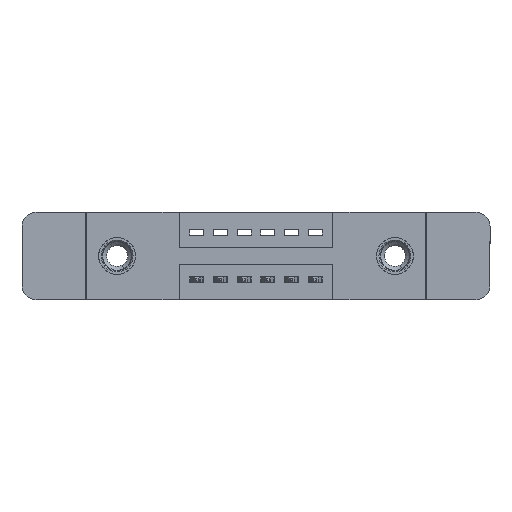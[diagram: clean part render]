
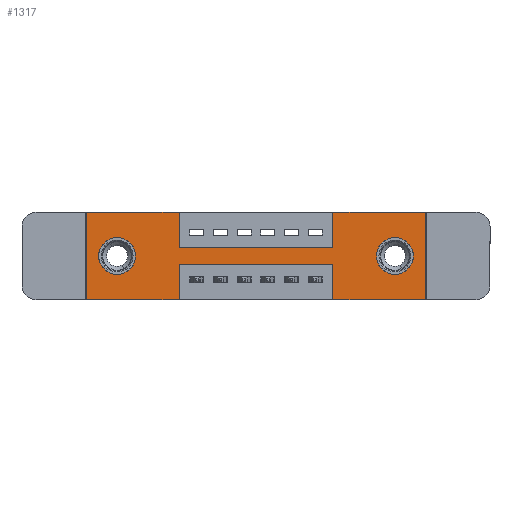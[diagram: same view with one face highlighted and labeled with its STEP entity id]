
A CAD part, front view. The second image highlights one B-rep face of the part: STEP entity #1317.
In plain terms, the highlighted planar face has unit normal (0, -1, 0).
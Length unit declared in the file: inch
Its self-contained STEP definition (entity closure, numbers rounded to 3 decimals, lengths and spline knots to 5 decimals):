
#53 = VERTEX_POINT ( 'NONE', #4860 ) ;
#76 = ORIENTED_EDGE ( 'NONE', *, *, #7873, .F. ) ;
#77 = VERTEX_POINT ( 'NONE', #5915 ) ;
#78 = CARTESIAN_POINT ( 'NONE',  ( 0., 0., 0. ) ) ;
#212 = LINE ( 'NONE', #5924, #3738 ) ;
#247 = VECTOR ( 'NONE', #9402, 39.37008 ) ;
#410 = VECTOR ( 'NONE', #10853, 39.37008 ) ;
#447 = VECTOR ( 'NONE', #11194, 39.37008 ) ;
#830 = VECTOR ( 'NONE', #8902, 39.37008 ) ;
#980 = ORIENTED_EDGE ( 'NONE', *, *, #12972, .F. ) ;
#1265 = VERTEX_POINT ( 'NONE', #11102 ) ;
#1317 = ADVANCED_FACE ( 'NONE', ( #10601, #3388, #13588 ), #3329, .T. ) ;
#1343 = LINE ( 'NONE', #10053, #830 ) ;
#1348 = DIRECTION ( 'NONE',  ( 1., 0., 0. ) ) ;
#1441 = LINE ( 'NONE', #3141, #8663 ) ;
#1618 = VECTOR ( 'NONE', #3413, 39.37008 ) ;
#1782 = VERTEX_POINT ( 'NONE', #2414 ) ;
#1992 = CIRCLE ( 'NONE', #5935, 0.078 ) ;
#2039 = EDGE_CURVE ( 'NONE', #77, #10688, #7584, .T. ) ;
#2169 = LINE ( 'NONE', #9736, #410 ) ;
#2302 = CARTESIAN_POINT ( 'NONE',  ( 1.0425, 0., -0.15 ) ) ;
#2385 = DIRECTION ( 'NONE',  ( 0., 1., 0. ) ) ;
#2414 = CARTESIAN_POINT ( 'NONE',  ( 0.13, 0., -0.263 ) ) ;
#2656 = EDGE_CURVE ( 'NONE', #5564, #53, #10674, .T. ) ;
#2737 = VERTEX_POINT ( 'NONE', #12123 ) ;
#2987 = VERTEX_POINT ( 'NONE', #13175 ) ;
#3063 = LINE ( 'NONE', #8841, #447 ) ;
#3078 = ORIENTED_EDGE ( 'NONE', *, *, #4394, .F. ) ;
#3103 = CARTESIAN_POINT ( 'NONE',  ( 0., 0., -0.37 ) ) ;
#3141 = CARTESIAN_POINT ( 'NONE',  ( 0., 0., 0. ) ) ;
#3174 = LINE ( 'NONE', #3664, #6014 ) ;
#3289 = VECTOR ( 'NONE', #13100, 39.37008 ) ;
#3329 = PLANE ( 'NONE',  #3783 ) ;
#3388 = FACE_BOUND ( 'NONE', #11882, .T. ) ;
#3413 = DIRECTION ( 'NONE',  ( 0., 0., -1. ) ) ;
#3664 = CARTESIAN_POINT ( 'NONE',  ( 1.0425, 0., 0. ) ) ;
#3738 = VECTOR ( 'NONE', #13719, 39.37008 ) ;
#3745 = ORIENTED_EDGE ( 'NONE', *, *, #11860, .T. ) ;
#3783 = AXIS2_PLACEMENT_3D ( 'NONE', #11206, #4635, #11248 ) ;
#3824 = ORIENTED_EDGE ( 'NONE', *, *, #5101, .F. ) ;
#3935 = EDGE_CURVE ( 'NONE', #11313, #7736, #2169, .T. ) ;
#4394 = EDGE_CURVE ( 'NONE', #2987, #8404, #212, .T. ) ;
#4635 = DIRECTION ( 'NONE',  ( 0., -1., 0. ) ) ;
#4683 = EDGE_CURVE ( 'NONE', #9504, #1265, #1441, .T. ) ;
#4735 = LINE ( 'NONE', #3103, #3289 ) ;
#4809 = CIRCLE ( 'NONE', #10908, 0.078 ) ;
#4860 = CARTESIAN_POINT ( 'NONE',  ( 1.435, 0., -0.37 ) ) ;
#5101 = EDGE_CURVE ( 'NONE', #53, #2987, #14276, .T. ) ;
#5158 = EDGE_CURVE ( 'NONE', #6148, #2737, #3174, .T. ) ;
#5444 = CARTESIAN_POINT ( 'NONE',  ( 0.3925, 0., -0.22 ) ) ;
#5564 = VERTEX_POINT ( 'NONE', #7626 ) ;
#5625 = CARTESIAN_POINT ( 'NONE',  ( 0.13, 0., -0.185 ) ) ;
#5710 = DIRECTION ( 'NONE',  ( 0., 0., -1. ) ) ;
#5915 = CARTESIAN_POINT ( 'NONE',  ( 1.305, 0., -0.263 ) ) ;
#5924 = CARTESIAN_POINT ( 'NONE',  ( 1.0425, 0., -0.37 ) ) ;
#5935 = AXIS2_PLACEMENT_3D ( 'NONE', #10194, #2385, #9142 ) ;
#6014 = VECTOR ( 'NONE', #8205, 39.37008 ) ;
#6125 = VERTEX_POINT ( 'NONE', #7922 ) ;
#6148 = VERTEX_POINT ( 'NONE', #2302 ) ;
#6177 = CARTESIAN_POINT ( 'NONE',  ( 0.13, 0., -0.107 ) ) ;
#6187 = DIRECTION ( 'NONE',  ( 0., 1., 0. ) ) ;
#6478 = VECTOR ( 'NONE', #5710, 39.37008 ) ;
#6782 = CARTESIAN_POINT ( 'NONE',  ( 0., 0., -0.37 ) ) ;
#6807 = CARTESIAN_POINT ( 'NONE',  ( 1.0425, 0., -0.22 ) ) ;
#6958 = EDGE_LOOP ( 'NONE', ( #11667, #10086 ) ) ;
#7075 = DIRECTION ( 'NONE',  ( 0., 0., 1. ) ) ;
#7316 = DIRECTION ( 'NONE',  ( 0., 0., -1. ) ) ;
#7349 = EDGE_CURVE ( 'NONE', #7736, #6125, #4735, .T. ) ;
#7537 = ORIENTED_EDGE ( 'NONE', *, *, #7349, .F. ) ;
#7584 = CIRCLE ( 'NONE', #12633, 0.078 ) ;
#7626 = CARTESIAN_POINT ( 'NONE',  ( 1.435, 0., 0. ) ) ;
#7736 = VERTEX_POINT ( 'NONE', #11292 ) ;
#7873 = EDGE_CURVE ( 'NONE', #8404, #11313, #1343, .T. ) ;
#7922 = CARTESIAN_POINT ( 'NONE',  ( 0., 0., -0.37 ) ) ;
#7942 = CARTESIAN_POINT ( 'NONE',  ( 0.3925, 0., 0. ) ) ;
#8079 = ORIENTED_EDGE ( 'NONE', *, *, #5158, .F. ) ;
#8205 = DIRECTION ( 'NONE',  ( 0., 0., 1. ) ) ;
#8299 = CARTESIAN_POINT ( 'NONE',  ( 1.305, 0., -0.185 ) ) ;
#8342 = ORIENTED_EDGE ( 'NONE', *, *, #10268, .F. ) ;
#8404 = VERTEX_POINT ( 'NONE', #6807 ) ;
#8663 = VECTOR ( 'NONE', #14362, 39.37008 ) ;
#8775 = CARTESIAN_POINT ( 'NONE',  ( 0., 0., 0. ) ) ;
#8841 = CARTESIAN_POINT ( 'NONE',  ( 0.3925, 0., -0.15 ) ) ;
#8902 = DIRECTION ( 'NONE',  ( -1., 0., 0. ) ) ;
#9039 = VERTEX_POINT ( 'NONE', #11022 ) ;
#9142 = DIRECTION ( 'NONE',  ( 0., 0., -1. ) ) ;
#9174 = ORIENTED_EDGE ( 'NONE', *, *, #4683, .F. ) ;
#9173 = VECTOR ( 'NONE', #13453, 39.37008 ) ;
#9231 = LINE ( 'NONE', #12751, #247 ) ;
#9281 = EDGE_CURVE ( 'NONE', #9039, #6148, #3063, .T. ) ;
#9402 = DIRECTION ( 'NONE',  ( 0., 0., 1. ) ) ;
#9504 = VERTEX_POINT ( 'NONE', #8775 ) ;
#9736 = CARTESIAN_POINT ( 'NONE',  ( 0.3925, 0., -0.37 ) ) ;
#9896 = CIRCLE ( 'NONE', #14039, 0.078 ) ;
#10053 = CARTESIAN_POINT ( 'NONE',  ( 0.3925, 0., -0.22 ) ) ;
#10086 = ORIENTED_EDGE ( 'NONE', *, *, #2039, .T. ) ;
#10102 = ORIENTED_EDGE ( 'NONE', *, *, #10136, .F. ) ;
#10120 = DIRECTION ( 'NONE',  ( 0., 0., 1. ) ) ;
#10127 = VECTOR ( 'NONE', #1348, 39.37008 ) ;
#10136 = EDGE_CURVE ( 'NONE', #6125, #9504, #9231, .T. ) ;
#10194 = CARTESIAN_POINT ( 'NONE',  ( 1.305, 0., -0.185 ) ) ;
#10268 = EDGE_CURVE ( 'NONE', #2737, #5564, #12109, .T. ) ;
#10601 = FACE_BOUND ( 'NONE', #6958, .T. ) ;
#10674 = LINE ( 'NONE', #11610, #6478 ) ;
#10688 = VERTEX_POINT ( 'NONE', #14348 ) ;
#10853 = DIRECTION ( 'NONE',  ( 0., 0., -1. ) ) ;
#10908 = AXIS2_PLACEMENT_3D ( 'NONE', #5625, #11057, #10120 ) ;
#10979 = EDGE_LOOP ( 'NONE', ( #14570, #76, #3078, #3824, #12747, #8342, #8079, #13912, #980, #9174, #10102, #7537 ) ) ;
#11022 = CARTESIAN_POINT ( 'NONE',  ( 0.3925, 0., -0.15 ) ) ;
#11057 = DIRECTION ( 'NONE',  ( 0., 1., 0. ) ) ;
#11082 = VERTEX_POINT ( 'NONE', #6177 ) ;
#11102 = CARTESIAN_POINT ( 'NONE',  ( 0.3925, 0., 0. ) ) ;
#11194 = DIRECTION ( 'NONE',  ( 1., 0., 0. ) ) ;
#11206 = CARTESIAN_POINT ( 'NONE',  ( 0., 0., -0.37 ) ) ;
#11248 = DIRECTION ( 'NONE',  ( 0., 0., -1. ) ) ;
#11292 = CARTESIAN_POINT ( 'NONE',  ( 0.3925, 0., -0.37 ) ) ;
#11313 = VERTEX_POINT ( 'NONE', #5444 ) ;
#11385 = ORIENTED_EDGE ( 'NONE', *, *, #12135, .T. ) ;
#11438 = CARTESIAN_POINT ( 'NONE',  ( 0.13, 0., -0.185 ) ) ;
#11491 = DIRECTION ( 'NONE',  ( 0., 1., 0. ) ) ;
#11495 = EDGE_CURVE ( 'NONE', #10688, #77, #1992, .T. ) ;
#11610 = CARTESIAN_POINT ( 'NONE',  ( 1.435, 0., 0. ) ) ;
#11667 = ORIENTED_EDGE ( 'NONE', *, *, #11495, .T. ) ;
#11860 = EDGE_CURVE ( 'NONE', #11082, #1782, #9896, .T. ) ;
#11882 = EDGE_LOOP ( 'NONE', ( #3745, #11385 ) ) ;
#12109 = LINE ( 'NONE', #78, #10127 ) ;
#12123 = CARTESIAN_POINT ( 'NONE',  ( 1.0425, 0., 0. ) ) ;
#12135 = EDGE_CURVE ( 'NONE', #1782, #11082, #4809, .T. ) ;
#12633 = AXIS2_PLACEMENT_3D ( 'NONE', #8299, #6187, #7316 ) ;
#12747 = ORIENTED_EDGE ( 'NONE', *, *, #2656, .F. ) ;
#12751 = CARTESIAN_POINT ( 'NONE',  ( 0., 0., 0. ) ) ;
#12972 = EDGE_CURVE ( 'NONE', #1265, #9039, #13060, .T. ) ;
#13060 = LINE ( 'NONE', #7942, #1618 ) ;
#13100 = DIRECTION ( 'NONE',  ( -1., 0., 0. ) ) ;
#13175 = CARTESIAN_POINT ( 'NONE',  ( 1.0425, 0., -0.37 ) ) ;
#13453 = DIRECTION ( 'NONE',  ( -1., 0., 0. ) ) ;
#13588 = FACE_OUTER_BOUND ( 'NONE', #10979, .T. ) ;
#13719 = DIRECTION ( 'NONE',  ( 0., 0., 1. ) ) ;
#13912 = ORIENTED_EDGE ( 'NONE', *, *, #9281, .F. ) ;
#14039 = AXIS2_PLACEMENT_3D ( 'NONE', #11438, #11491, #7075 ) ;
#14276 = LINE ( 'NONE', #6782, #9173 ) ;
#14348 = CARTESIAN_POINT ( 'NONE',  ( 1.305, 0., -0.107 ) ) ;
#14362 = DIRECTION ( 'NONE',  ( 1., 0., 0. ) ) ;
#14570 = ORIENTED_EDGE ( 'NONE', *, *, #3935, .F. ) ;
